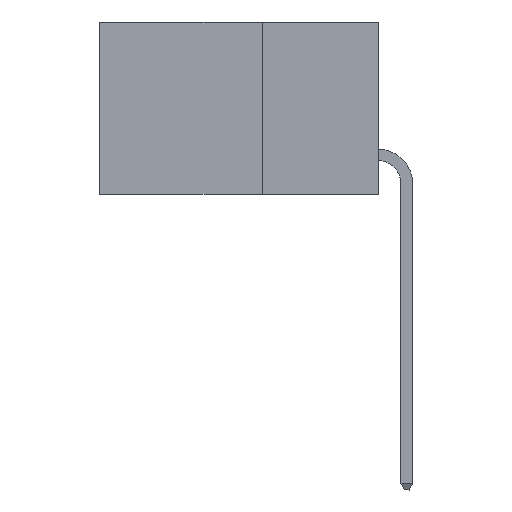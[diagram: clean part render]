
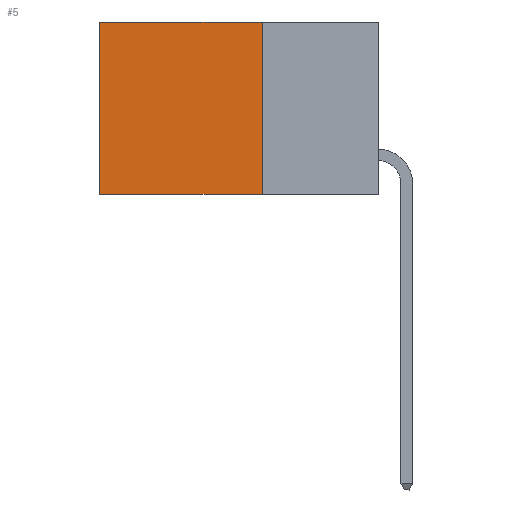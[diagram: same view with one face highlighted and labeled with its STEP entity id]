
A CAD part, left-side view. The second image highlights one B-rep face of the part: STEP entity #5.
In plain terms, the highlighted planar face has unit normal (-1, 0, 0).
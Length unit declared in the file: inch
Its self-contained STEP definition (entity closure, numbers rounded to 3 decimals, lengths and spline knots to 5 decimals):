
#5 = ADVANCED_FACE ( 'NONE', ( #5127 ), #2128, .F. ) ;
#567 = DIRECTION ( 'NONE',  ( 0., 0., -1. ) ) ;
#1005 = CARTESIAN_POINT ( 'NONE',  ( 0.298, 0.25, -0.37 ) ) ;
#1380 = DIRECTION ( 'NONE',  ( 1., 0., 0. ) ) ;
#1525 = CARTESIAN_POINT ( 'NONE',  ( 0.298, 0.25, 0. ) ) ;
#1957 = ORIENTED_EDGE ( 'NONE', *, *, #6562, .T. ) ;
#1967 = LINE ( 'NONE', #3719, #4121 ) ;
#1981 = VECTOR ( 'NONE', #8240, 39.37008 ) ;
#2128 = PLANE ( 'NONE',  #5648 ) ;
#2361 = VERTEX_POINT ( 'NONE', #11087 ) ;
#3646 = LINE ( 'NONE', #8004, #8164 ) ;
#3661 = LINE ( 'NONE', #1005, #6044 ) ;
#3719 = CARTESIAN_POINT ( 'NONE',  ( 0.298, 0.25, 0. ) ) ;
#4121 = VECTOR ( 'NONE', #11417, 39.37008 ) ;
#4220 = EDGE_LOOP ( 'NONE', ( #8187, #10552, #4256, #1957 ) ) ;
#4256 = ORIENTED_EDGE ( 'NONE', *, *, #6136, .F. ) ;
#5127 = FACE_OUTER_BOUND ( 'NONE', #4220, .T. ) ;
#5648 = AXIS2_PLACEMENT_3D ( 'NONE', #8477, #1380, #567 ) ;
#6044 = VECTOR ( 'NONE', #6412, 39.37008 ) ;
#6136 = EDGE_CURVE ( 'NONE', #6426, #2361, #9463, .T. ) ;
#6412 = DIRECTION ( 'NONE',  ( 0., 1., 0. ) ) ;
#6426 = VERTEX_POINT ( 'NONE', #1525 ) ;
#6562 = EDGE_CURVE ( 'NONE', #6426, #8843, #1967, .T. ) ;
#7148 = CARTESIAN_POINT ( 'NONE',  ( 0.298, 0.6, -0.37 ) ) ;
#7788 = EDGE_CURVE ( 'NONE', #2361, #8338, #3661, .T. ) ;
#8004 = CARTESIAN_POINT ( 'NONE',  ( 0.298, 0.6, 0. ) ) ;
#8164 = VECTOR ( 'NONE', #8899, 39.37008 ) ;
#8187 = ORIENTED_EDGE ( 'NONE', *, *, #8284, .T. ) ;
#8240 = DIRECTION ( 'NONE',  ( 0., 0., -1. ) ) ;
#8284 = EDGE_CURVE ( 'NONE', #8843, #8338, #3646, .T. ) ;
#8338 = VERTEX_POINT ( 'NONE', #7148 ) ;
#8477 = CARTESIAN_POINT ( 'NONE',  ( 0.298, 0.25, 0. ) ) ;
#8497 = CARTESIAN_POINT ( 'NONE',  ( 0.298, 0.25, 0. ) ) ;
#8843 = VERTEX_POINT ( 'NONE', #11444 ) ;
#8899 = DIRECTION ( 'NONE',  ( 0., 0., -1. ) ) ;
#9463 = LINE ( 'NONE', #8497, #1981 ) ;
#10552 = ORIENTED_EDGE ( 'NONE', *, *, #7788, .F. ) ;
#11087 = CARTESIAN_POINT ( 'NONE',  ( 0.298, 0.25, -0.37 ) ) ;
#11417 = DIRECTION ( 'NONE',  ( 0., 1., 0. ) ) ;
#11444 = CARTESIAN_POINT ( 'NONE',  ( 0.298, 0.6, 0. ) ) ;
